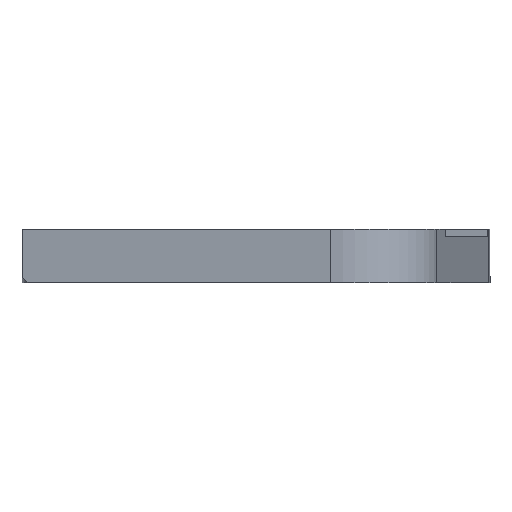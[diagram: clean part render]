
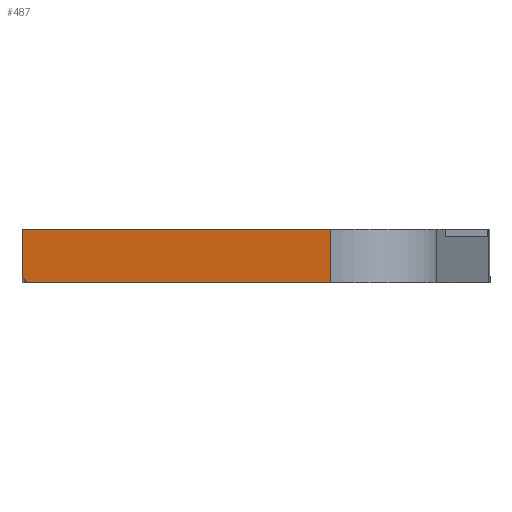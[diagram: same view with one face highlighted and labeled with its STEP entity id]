
A CAD part, left-side view. The second image highlights one B-rep face of the part: STEP entity #487.
In plain terms, the highlighted planar face has unit normal (-0.985, 0.174, 0).
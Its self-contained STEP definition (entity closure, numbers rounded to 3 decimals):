
#29 = DIRECTION ( 'NONE',  ( -0.174, -0.985, 0. ) ) ;
#36 = CARTESIAN_POINT ( 'NONE',  ( 9.029, -5.6, 4.007 ) ) ;
#38 = DIRECTION ( 'NONE',  ( 0., 0., -1. ) ) ;
#41 = CARTESIAN_POINT ( 'NONE',  ( 9.029, -5.6, 2.007 ) ) ;
#138 = EDGE_CURVE ( 'NONE', #1287, #1889, #439, .T. ) ;
#289 = LINE ( 'NONE', #800, #296 ) ;
#296 = VECTOR ( 'NONE', #796, 1000. ) ;
#347 = FACE_OUTER_BOUND ( 'NONE', #621, .T. ) ;
#379 = CARTESIAN_POINT ( 'NONE',  ( 9.029, -5.6, 1.007 ) ) ;
#411 = CARTESIAN_POINT ( 'NONE',  ( 9.027, -5.614, 0.84 ) ) ;
#422 = VECTOR ( 'NONE', #2027, 1000. ) ;
#439 = LINE ( 'NONE', #2031, #422 ) ;
#487 = ADVANCED_FACE ( 'NONE', ( #347 ), #1431, .T. ) ;
#565 = AXIS2_PLACEMENT_3D ( 'NONE', #1428, #1396, #1381 ) ;
#621 = EDGE_LOOP ( 'NONE', ( #1174, #1179, #1185, #1230, #1233, #1238 ) ) ;
#646 = EDGE_CURVE ( 'NONE', #1640, #1559, #289, .T. ) ;
#745 = DIRECTION ( 'NONE',  ( -0.174, -0.985, 0. ) ) ;
#759 = CARTESIAN_POINT ( 'NONE',  ( 5.489, -25.662, 0.507 ) ) ;
#767 = VECTOR ( 'NONE', #29, 1000. ) ;
#790 = VECTOR ( 'NONE', #38, 1000. ) ;
#793 = LINE ( 'NONE', #36, #767 ) ;
#796 = DIRECTION ( 'NONE',  ( 0., 0., -1. ) ) ;
#800 = CARTESIAN_POINT ( 'NONE',  ( 5.489, -25.662, 2.007 ) ) ;
#821 = LINE ( 'NONE', #41, #790 ) ;
#1026 = CARTESIAN_POINT ( 'NONE',  ( 5.489, -25.662, 4.007 ) ) ;
#1029 = CARTESIAN_POINT ( 'NONE',  ( 9.029, -5.6, 4.007 ) ) ;
#1167 = CARTESIAN_POINT ( 'NONE',  ( 5.489, -25.662, 0.507 ) ) ;
#1174 = ORIENTED_EDGE ( 'NONE', *, *, #2012, .T. ) ;
#1179 = ORIENTED_EDGE ( 'NONE', *, *, #1195, .F. ) ;
#1185 = ORIENTED_EDGE ( 'NONE', *, *, #138, .F. ) ;
#1195 = EDGE_CURVE ( 'NONE', #1889, #1897, #2009, .T. ) ;
#1230 = ORIENTED_EDGE ( 'NONE', *, *, #1742, .T. ) ;
#1233 = ORIENTED_EDGE ( 'NONE', *, *, #646, .F. ) ;
#1238 = ORIENTED_EDGE ( 'NONE', *, *, #2015, .F. ) ;
#1287 = VERTEX_POINT ( 'NONE', #1367 ) ;
#1340 = LINE ( 'NONE', #759, #1345 ) ;
#1345 = VECTOR ( 'NONE', #745, 1000. ) ;
#1367 = CARTESIAN_POINT ( 'NONE',  ( 8.958, -6.002, 0.507 ) ) ;
#1381 = DIRECTION ( 'NONE',  ( 0., 0., 1. ) ) ;
#1396 = DIRECTION ( 'NONE',  ( -0.985, 0.174, 0. ) ) ;
#1428 = CARTESIAN_POINT ( 'NONE',  ( 5.489, -25.662, 0.007 ) ) ;
#1431 = PLANE ( 'NONE',  #565 ) ;
#1471 = CARTESIAN_POINT ( 'NONE',  ( 9.029, -5.6, 1.007 ) ) ;
#1478 = CARTESIAN_POINT ( 'NONE',  ( 9.027, -5.614, 0.84 ) ) ;
#1522 = CARTESIAN_POINT ( 'NONE',  ( 9.028, -5.605, 0.895 ) ) ;
#1559 = VERTEX_POINT ( 'NONE', #1167 ) ;
#1636 = VERTEX_POINT ( 'NONE', #1029 ) ;
#1640 = VERTEX_POINT ( 'NONE', #1026 ) ;
#1696 = CARTESIAN_POINT ( 'NONE',  ( 9.029, -5.6, 0.951 ) ) ;
#1742 = EDGE_CURVE ( 'NONE', #1287, #1559, #1340, .T. ) ;
#1889 = VERTEX_POINT ( 'NONE', #411 ) ;
#1897 = VERTEX_POINT ( 'NONE', #379 ) ;
#2009 =( BOUNDED_CURVE ( )  B_SPLINE_CURVE ( 3, ( #1478, #1522, #1696, #1471 ),
 .UNSPECIFIED., .F., .F. ) 
 B_SPLINE_CURVE_WITH_KNOTS ( ( 4, 4 ),
 ( 2.974, 3.142 ),
 .UNSPECIFIED. ) 
 CURVE ( )  GEOMETRIC_REPRESENTATION_ITEM ( )  RATIONAL_B_SPLINE_CURVE ( ( 1., 0.998, 0.998, 1. ) ) 
 REPRESENTATION_ITEM ( '' )  );
#2012 = EDGE_CURVE ( 'NONE', #1636, #1897, #821, .T. ) ;
#2015 = EDGE_CURVE ( 'NONE', #1636, #1640, #793, .T. ) ;
#2027 = DIRECTION ( 'NONE',  ( 0.133, 0.752, 0.645 ) ) ;
#2031 = CARTESIAN_POINT ( 'NONE',  ( 8.958, -6.002, 0.507 ) ) ;
